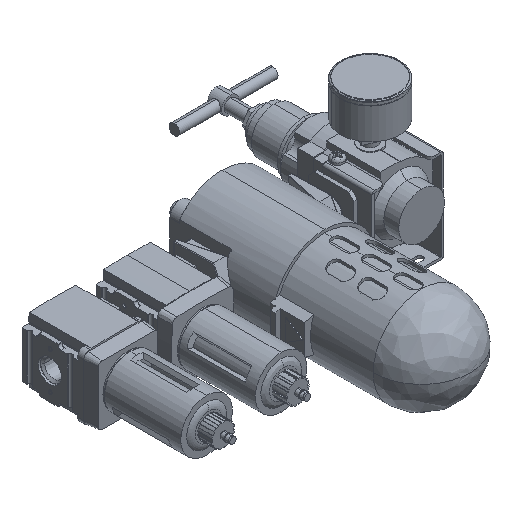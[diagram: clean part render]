
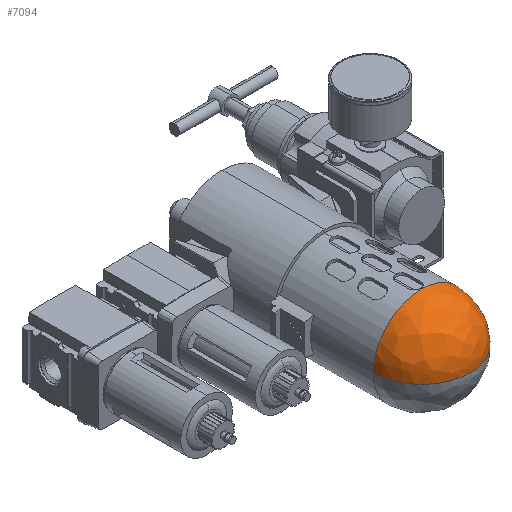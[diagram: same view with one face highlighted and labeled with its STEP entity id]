
A CAD part, isometric view. The second image highlights one B-rep face of the part: STEP entity #7094.
In plain terms, the highlighted free-form (B-spline) face has degree [3, 3] with [4, 4] control points.
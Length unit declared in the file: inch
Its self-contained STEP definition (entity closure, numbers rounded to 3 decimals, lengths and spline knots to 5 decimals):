
#978 = VERTEX_POINT ( 'NONE', #44239 ) ;
#1520 = CARTESIAN_POINT ( 'NONE',  ( 0., -5.0025, 0. ) ) ;
#6038 = DIRECTION ( 'NONE',  ( 0., -1., 0. ) ) ;
#6389 = CARTESIAN_POINT ( 'NONE',  ( -1.23125, -3.77125, 2.4625 ) ) ;
#7094 = ADVANCED_FACE ( 'NONE', ( #17594 ), #29905, .F. ) ;
#7728 = DIRECTION ( 'NONE',  ( 0., -1., 0. ) ) ;
#9238 = AXIS2_PLACEMENT_3D ( 'NONE', #53314, #53589, #49596 ) ;
#10980 = CARTESIAN_POINT ( 'NONE',  ( 1.23125, -3.77125, 0. ) ) ;
#13765 = CIRCLE ( 'NONE', #9238, 1.23125 ) ;
#13975 = CARTESIAN_POINT ( 'NONE',  ( 0., -3.77125, 1.23125 ) ) ;
#14433 = CARTESIAN_POINT ( 'NONE',  ( 0., -5.0025, 0. ) ) ;
#14722 = CARTESIAN_POINT ( 'NONE',  ( -1.23125, -4.4925, 2.4625 ) ) ;
#17182 = ORIENTED_EDGE ( 'NONE', *, *, #35518, .T. ) ;
#17594 = FACE_OUTER_BOUND ( 'NONE', #48655, .T. ) ;
#18708 = CARTESIAN_POINT ( 'NONE',  ( 0.72125, -5.0025, 0. ) ) ;
#24416 = VERTEX_POINT ( 'NONE', #13975 ) ;
#25260 = VERTEX_POINT ( 'NONE', #37077 ) ;
#25411 = DIRECTION ( 'NONE',  ( 0., -1., 0. ) ) ;
#27332 = CARTESIAN_POINT ( 'NONE',  ( 0.72125, -5.0025, 1.4425 ) ) ;
#27891 = CARTESIAN_POINT ( 'NONE',  ( -0.72125, -5.0025, 0. ) ) ;
#29013 = AXIS2_PLACEMENT_3D ( 'NONE', #36129, #35857, #6038 ) ;
#29905 =( BOUNDED_SURFACE ( )  B_SPLINE_SURFACE ( 3, 3, ( 
 ( #45606, #14433, #37306, #1520 ),
 ( #27891, #31904, #27332, #18708 ),
 ( #53927, #14722, #45893, #49365 ),
 ( #49087, #6389, #37031, #10980 ) ),
 .UNSPECIFIED., .F., .F., .F. ) 
 B_SPLINE_SURFACE_WITH_KNOTS ( ( 4, 4 ),
 ( 4, 4 ),
 ( 0., 1. ),
 ( 0., 1. ),
 .UNSPECIFIED. ) 
 GEOMETRIC_REPRESENTATION_ITEM ( )  RATIONAL_B_SPLINE_SURFACE ( (
 ( 1., 0.333, 0.333, 1.),
 ( 0.805, 0.268, 0.268, 0.805),
 ( 0.805, 0.268, 0.268, 0.805),
 ( 1., 0.333, 0.333, 1.) ) ) 
 REPRESENTATION_ITEM ( '' )  SURFACE ( )  );
#30369 = DIRECTION ( 'NONE',  ( 0., 0., 1. ) ) ;
#31904 = CARTESIAN_POINT ( 'NONE',  ( -0.72125, -5.0025, 1.4425 ) ) ;
#35518 = EDGE_CURVE ( 'NONE', #52629, #24416, #51927, .T. ) ;
#35857 = DIRECTION ( 'NONE',  ( 0., 0., -1. ) ) ;
#36129 = CARTESIAN_POINT ( 'NONE',  ( 0., -3.77125, 0. ) ) ;
#36991 = ORIENTED_EDGE ( 'NONE', *, *, #39701, .F. ) ;
#37031 = CARTESIAN_POINT ( 'NONE',  ( 1.23125, -3.77125, 2.4625 ) ) ;
#37077 = CARTESIAN_POINT ( 'NONE',  ( -1.23125, -3.77125, 0. ) ) ;
#37306 = CARTESIAN_POINT ( 'NONE',  ( 0., -5.0025, 0. ) ) ;
#38381 = ORIENTED_EDGE ( 'NONE', *, *, #50726, .T. ) ;
#39143 = DIRECTION ( 'NONE',  ( 0., 0., 1. ) ) ;
#39318 = CARTESIAN_POINT ( 'NONE',  ( 1.23125, -3.77125, 0. ) ) ;
#39701 = EDGE_CURVE ( 'NONE', #978, #25260, #46420, .T. ) ;
#44239 = CARTESIAN_POINT ( 'NONE',  ( 0., -5.0025, 0. ) ) ;
#45504 = AXIS2_PLACEMENT_3D ( 'NONE', #47169, #25411, #39143 ) ;
#45606 = CARTESIAN_POINT ( 'NONE',  ( 0., -5.0025, 0. ) ) ;
#45893 = CARTESIAN_POINT ( 'NONE',  ( 1.23125, -4.4925, 2.4625 ) ) ;
#46420 = CIRCLE ( 'NONE', #29013, 1.23125 ) ;
#46958 = CARTESIAN_POINT ( 'NONE',  ( 0., -3.77125, 0. ) ) ;
#47169 = CARTESIAN_POINT ( 'NONE',  ( 0., -3.77125, 0. ) ) ;
#47366 = EDGE_CURVE ( 'NONE', #978, #52629, #13765, .T. ) ;
#48655 = EDGE_LOOP ( 'NONE', ( #36991, #51409, #17182, #38381 ) ) ;
#49087 = CARTESIAN_POINT ( 'NONE',  ( -1.23125, -3.77125, 0. ) ) ;
#49365 = CARTESIAN_POINT ( 'NONE',  ( 1.23125, -4.4925, 0. ) ) ;
#49596 = DIRECTION ( 'NONE',  ( 0., -1., 0. ) ) ;
#50726 = EDGE_CURVE ( 'NONE', #24416, #25260, #51340, .T. ) ;
#51340 = CIRCLE ( 'NONE', #53148, 1.23125 ) ;
#51409 = ORIENTED_EDGE ( 'NONE', *, *, #47366, .T. ) ;
#51927 = CIRCLE ( 'NONE', #45504, 1.23125 ) ;
#52629 = VERTEX_POINT ( 'NONE', #39318 ) ;
#53148 = AXIS2_PLACEMENT_3D ( 'NONE', #46958, #7728, #30369 ) ;
#53314 = CARTESIAN_POINT ( 'NONE',  ( 0., -3.77125, 0. ) ) ;
#53589 = DIRECTION ( 'NONE',  ( 0., 0., 1. ) ) ;
#53927 = CARTESIAN_POINT ( 'NONE',  ( -1.23125, -4.4925, 0. ) ) ;
